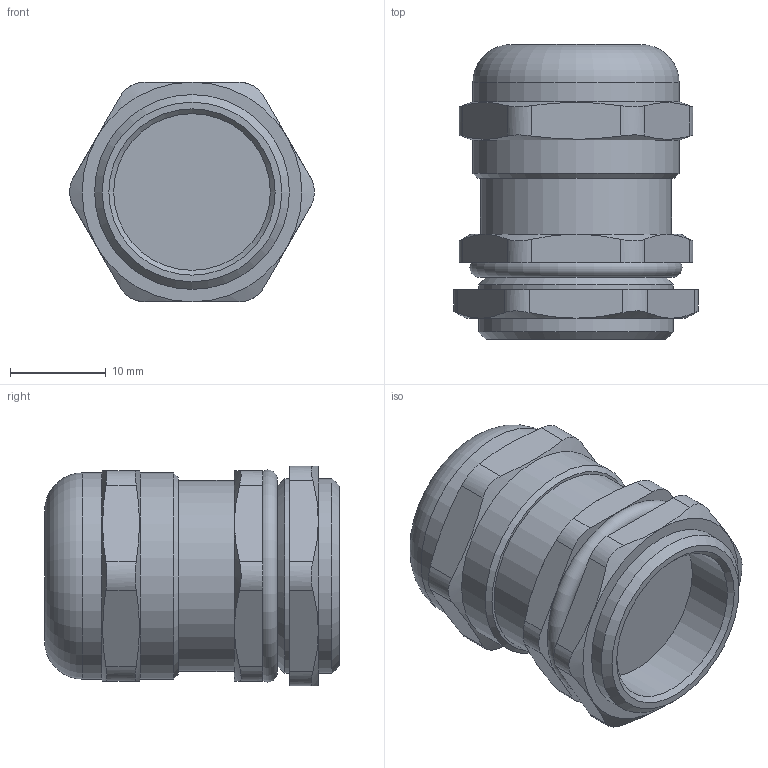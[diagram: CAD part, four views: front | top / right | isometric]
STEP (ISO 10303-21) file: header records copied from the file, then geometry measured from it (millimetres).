
FILE_DESCRIPTION(/* description */ ('','CAx-IF Rec.Pracs.---Representation and Presentation of Product Manufacturing Information (PMI)---4.0---2014-10-13'),/* implementation_level */ '2;1');
FILE_NAME(/* name */ 'ЗЭТАРУС PG13.5 (6-12 мм).stp',/* time_stamp */ '2023-02-16T14:23:54+07:00',/* author */ ('zeta-09'),/* organization */ (''),/* preprocessor_version */ 'ST-DEVELOPER v18.1',/* originating_system */ 'Autodesk Inventor 2021',/* authorisation */ '');
FILE_SCHEMA (('AP242_MANAGED_MODEL_BASED_3D_ENGINEERING_MIM_LF { 1 0 10303 442 1 1 4 }'));
Length unit declared in the file: millimetre
Products named in the file (1): Деталь3
Bounding box: 25.63 x 30.86 x 23 mm (x, y, z)
Volume: 9940.1 mm3; surface area: 3984 mm2
Topology: 1 solids, 3 shells, 75 faces, 180 edges, 116 vertices
Faces by surface type: plane 29, cylinder 25, cone 18, torus 3
Full cylindrical faces by diameter (mm): 16.4 x1, 18.8 x1, 20 x1, 20.4 x2, 21.6 x2
Entity records: 2529 total; most frequent: CARTESIAN_POINT 679, ORIENTED_EDGE 358, DIRECTION 353, EDGE_CURVE 180, AXIS2_PLACEMENT_3D 146, VERTEX_POINT 116, EDGE_LOOP 82, STYLED_ITEM 75
